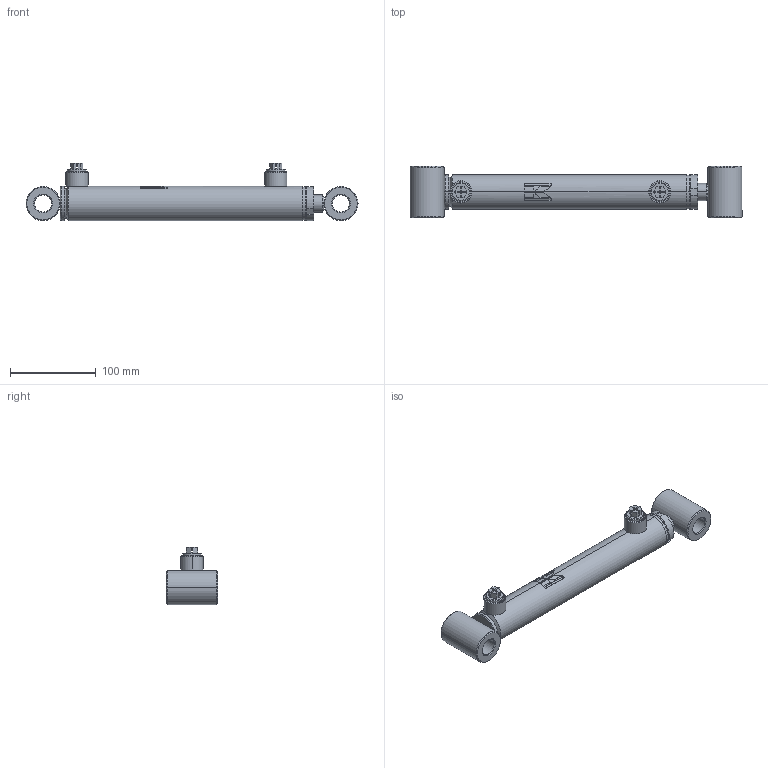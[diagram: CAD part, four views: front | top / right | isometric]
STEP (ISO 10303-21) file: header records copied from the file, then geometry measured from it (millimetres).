
FILE_DESCRIPTION (( 'STEP AP214' ), '1' );
FILE_NAME ('CFGCY0079556-Cylinder.step', '2026-03-05T10:53:10', ( 'Kramp IT' ), ( 'Kramp' ), 'SwSTEP 2.0', 'SolidWorks 2025', '' );
FILE_SCHEMA (( 'AUTOMOTIVE_DESIGN' ));
Length unit declared in the file: millimetre
Products named in the file (20): DS2903013020VM_Simplified; BUSH-EC; SP06M; Rod-WA_Simplified; MATE-AID; BUSHVM-EC; DS2903004VM_Simplified; LSN06E; CFGCY0079556-Cylinder; Tube-MA_Simplified; DC3903001; DS2903013020_Simplified; Tube_Simplified; Tube-WA_Simplified; SLBMM1215; DS2903004_Simplified; BUSHVM-RD; BUSH-RD; Rod_Simplified
Assembly tree (20 placements, depth 4):
  MATE-AID
  CFGCY0079556-Cylinder
    Tube-WA_Simplified
      Tube-MA_Simplified
        Tube_Simplified
        LSN06E
      LSN06E
      DC3903001
        DC3903001
      BUSHVM-EC
        BUSH-EC
    Rod-WA_Simplified
      Rod_Simplified
      BUSHVM-RD
        BUSH-RD
    DS2903013020VM_Simplified
      DS2903013020_Simplified
    DS2903004VM_Simplified
      DS2903004_Simplified
    SLBMM1215
    SP06M  x2
Bounding box: 388 x 60 x 67 mm (x, y, z)
Volume: 423725 mm3; surface area: 136160.6 mm2
Topology: 12 solids, 12 shells, 350 faces, 786 edges, 496 vertices
Faces by surface type: plane 141, cylinder 113, cone 66, torus 26, bspline 4
Entity records: 8363 total; most frequent: CARTESIAN_POINT 1689, DIRECTION 1408, ORIENTED_EDGE 1196, EDGE_CURVE 598, AXIS2_PLACEMENT_3D 561, VERTEX_POINT 374, EDGE_LOOP 308, LINE 286
